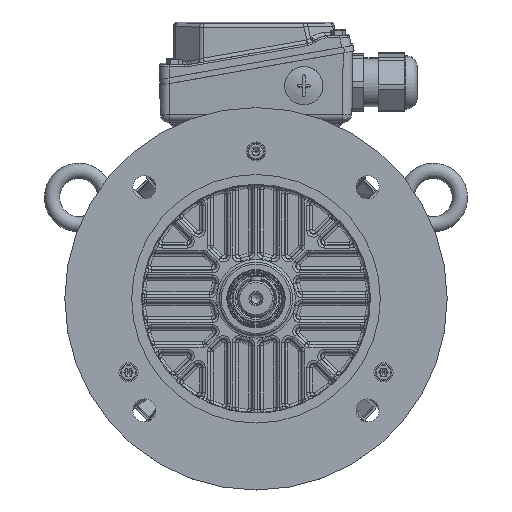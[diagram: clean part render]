
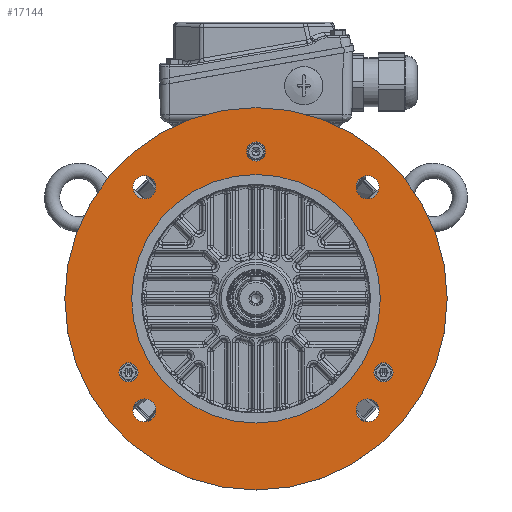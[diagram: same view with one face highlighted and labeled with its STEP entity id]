
A CAD part, top view. The second image highlights one B-rep face of the part: STEP entity #17144.
In plain terms, the highlighted planar face has unit normal (0, 0, 1).
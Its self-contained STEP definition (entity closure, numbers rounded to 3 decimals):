
#17144=ADVANCED_FACE('',(#18512,#18513,#18514,#18515,#18516,#18517,#18518,
#18519,#18520),#18102,.T.);
#18102=PLANE('',#58036);
#18512=FACE_BOUND('',#21585,.T.);
#18513=FACE_BOUND('',#21586,.T.);
#18514=FACE_BOUND('',#21587,.T.);
#18515=FACE_BOUND('',#21588,.T.);
#18516=FACE_BOUND('',#21589,.T.);
#18517=FACE_BOUND('',#21590,.T.);
#18518=FACE_BOUND('',#21591,.T.);
#18519=FACE_BOUND('',#21592,.T.);
#18520=FACE_BOUND('',#21593,.T.);
#21585=EDGE_LOOP('',(#34968));
#21586=EDGE_LOOP('',(#34969));
#21587=EDGE_LOOP('',(#34970));
#21588=EDGE_LOOP('',(#34971));
#21589=EDGE_LOOP('',(#34972));
#21590=EDGE_LOOP('',(#34973));
#21591=EDGE_LOOP('',(#34974));
#21592=EDGE_LOOP('',(#34975));
#21593=EDGE_LOOP('',(#34976));
#34968=ORIENTED_EDGE('',*,*,#47954,.F.);
#34969=ORIENTED_EDGE('',*,*,#47956,.F.);
#34970=ORIENTED_EDGE('',*,*,#47958,.F.);
#34971=ORIENTED_EDGE('',*,*,#47960,.T.);
#34972=ORIENTED_EDGE('',*,*,#47963,.T.);
#34973=ORIENTED_EDGE('',*,*,#47965,.T.);
#34974=ORIENTED_EDGE('',*,*,#49417,.T.);
#34975=ORIENTED_EDGE('',*,*,#49418,.F.);
#34976=ORIENTED_EDGE('',*,*,#49416,.T.);
#40390=VERTEX_POINT('',#107359);
#40392=VERTEX_POINT('',#107364);
#40394=VERTEX_POINT('',#107369);
#40396=VERTEX_POINT('',#107374);
#40399=VERTEX_POINT('',#107381);
#40401=VERTEX_POINT('',#107386);
#41275=VERTEX_POINT('',#120538);
#41276=VERTEX_POINT('',#120541);
#41277=VERTEX_POINT('',#120543);
#47954=EDGE_CURVE('',#40390,#40390,#51901,.T.);
#47956=EDGE_CURVE('',#40392,#40392,#51903,.T.);
#47958=EDGE_CURVE('',#40394,#40394,#51905,.T.);
#47960=EDGE_CURVE('',#40396,#40396,#51907,.T.);
#47963=EDGE_CURVE('',#40399,#40399,#51910,.T.);
#47965=EDGE_CURVE('',#40401,#40401,#51912,.T.);
#49416=EDGE_CURVE('',#41275,#41275,#52438,.T.);
#49417=EDGE_CURVE('',#41276,#41276,#52439,.T.);
#49418=EDGE_CURVE('',#41277,#41277,#52440,.T.);
#51901=CIRCLE('',#57073,6.);
#51903=CIRCLE('',#57076,6.);
#51905=CIRCLE('',#57079,6.);
#51907=CIRCLE('',#57082,6.);
#51910=CIRCLE('',#57086,5.);
#51912=CIRCLE('',#57089,5.);
#52438=CIRCLE('',#58032,65.);
#52439=CIRCLE('',#58034,5.);
#52440=CIRCLE('',#58035,100.);
#57073=AXIS2_PLACEMENT_3D('',#107358,#69166,#69167);
#57076=AXIS2_PLACEMENT_3D('',#107363,#69172,#69173);
#57079=AXIS2_PLACEMENT_3D('',#107368,#69178,#69179);
#57082=AXIS2_PLACEMENT_3D('',#107373,#69184,#69185);
#57086=AXIS2_PLACEMENT_3D('',#107380,#69192,#69193);
#57089=AXIS2_PLACEMENT_3D('',#107385,#69198,#69199);
#58032=AXIS2_PLACEMENT_3D('',#120537,#71394,#71395);
#58034=AXIS2_PLACEMENT_3D('',#120540,#71398,#71399);
#58035=AXIS2_PLACEMENT_3D('',#120542,#71400,#71401);
#58036=AXIS2_PLACEMENT_3D('',#120544,#71402,#71403);
#69166=DIRECTION('',(0.,0.,1.));
#69167=DIRECTION('',(-1.,0.,0.));
#69172=DIRECTION('',(0.,0.,1.));
#69173=DIRECTION('',(-1.,0.,0.));
#69178=DIRECTION('',(0.,0.,1.));
#69179=DIRECTION('',(-1.,0.,0.));
#69184=DIRECTION('',(0.,0.,-1.));
#69185=DIRECTION('',(-1.,0.,0.));
#69192=DIRECTION('',(0.,0.,-1.));
#69193=DIRECTION('',(1.,0.,0.));
#69198=DIRECTION('',(0.,0.,-1.));
#69199=DIRECTION('',(1.,0.,0.));
#71394=DIRECTION('',(0.,0.,-1.));
#71395=DIRECTION('',(0.,-1.,0.));
#71398=DIRECTION('',(0.,0.,-1.));
#71399=DIRECTION('',(1.,0.,0.));
#71400=DIRECTION('',(0.,0.,-1.));
#71401=DIRECTION('',(-1.,0.,0.));
#71402=DIRECTION('',(0.,0.,1.));
#71403=DIRECTION('',(-1.,0.,0.));
#107358=CARTESIAN_POINT('',(38.142,38.142,33.15));
#107359=CARTESIAN_POINT('',(32.142,38.142,33.15));
#107363=CARTESIAN_POINT('',(38.142,-78.53,33.15));
#107364=CARTESIAN_POINT('',(32.142,-78.53,33.15));
#107368=CARTESIAN_POINT('',(-78.53,-78.53,33.15));
#107369=CARTESIAN_POINT('',(-84.53,-78.53,33.15));
#107373=CARTESIAN_POINT('',(-78.53,38.142,33.15));
#107374=CARTESIAN_POINT('',(-84.53,38.142,33.15));
#107380=CARTESIAN_POINT('',(-20.194,56.806,33.15));
#107381=CARTESIAN_POINT('',(-15.194,56.806,33.15));
#107385=CARTESIAN_POINT('',(46.49,-58.694,33.15));
#107386=CARTESIAN_POINT('',(51.49,-58.694,33.15));
#120537=CARTESIAN_POINT('',(-20.194,-20.194,33.15));
#120538=CARTESIAN_POINT('',(-20.194,-85.194,33.15));
#120540=CARTESIAN_POINT('',(-86.878,-58.694,33.15));
#120541=CARTESIAN_POINT('',(-81.878,-58.694,33.15));
#120542=CARTESIAN_POINT('',(-20.194,-20.194,33.15));
#120543=CARTESIAN_POINT('',(-120.194,-20.194,33.15));
#120544=CARTESIAN_POINT('',(-20.194,-20.194,33.15));
